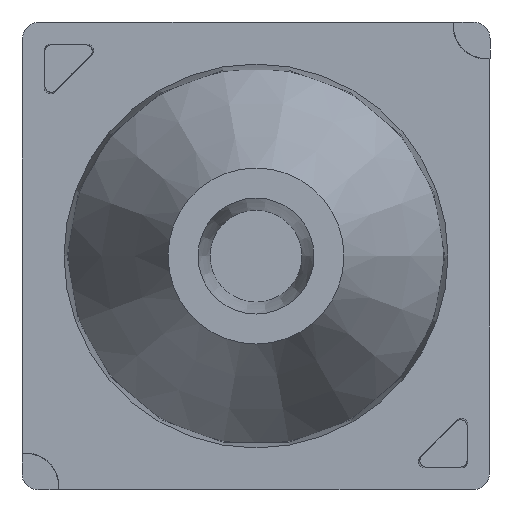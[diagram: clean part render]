
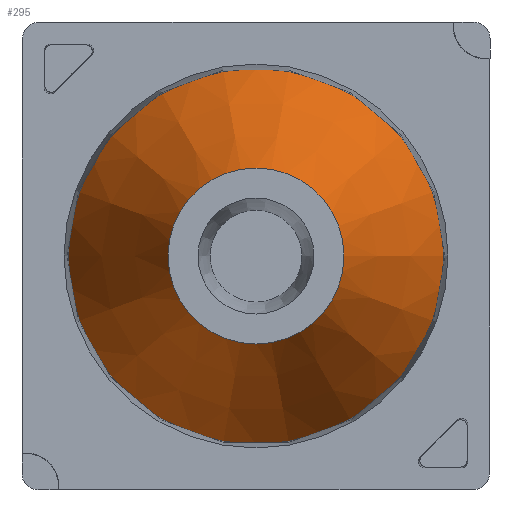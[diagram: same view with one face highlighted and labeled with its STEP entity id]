
A CAD part, top view. The second image highlights one B-rep face of the part: STEP entity #295.
In plain terms, the highlighted conical face has half-angle 25 degrees and reference radius 5.667 mm.
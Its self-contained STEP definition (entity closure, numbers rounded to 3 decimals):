
#270=CONICAL_SURFACE('',#940,5.667,25.);
#282=FACE_BOUND('',#414,.T.);
#283=FACE_BOUND('',#415,.T.);
#295=ADVANCED_FACE('',(#282,#283),#270,.T.);
#414=EDGE_LOOP('',(#472));
#415=EDGE_LOOP('',(#473));
#472=ORIENTED_EDGE('',*,*,#792,.T.);
#473=ORIENTED_EDGE('',*,*,#793,.T.);
#711=VERTEX_POINT('',#1236);
#712=VERTEX_POINT('',#1239);
#792=EDGE_CURVE('',#711,#711,#913,.T.);
#793=EDGE_CURVE('',#712,#712,#914,.T.);
#913=CIRCLE('',#937,2.653);
#914=CIRCLE('',#939,5.667);
#937=AXIS2_PLACEMENT_3D('',#1235,#1022,#1023);
#939=AXIS2_PLACEMENT_3D('',#1238,#1026,#1027);
#940=AXIS2_PLACEMENT_3D('',#1240,#1028,#1029);
#1022=DIRECTION('',(0.,0.,-1.));
#1023=DIRECTION('',(1.,0.,0.));
#1026=DIRECTION('',(0.,0.,1.));
#1027=DIRECTION('',(-1.,0.,0.));
#1028=DIRECTION('',(0.,0.,-1.));
#1029=DIRECTION('',(1.,0.,0.));
#1235=CARTESIAN_POINT('',(-73.705,-34.861,-0.599));
#1236=CARTESIAN_POINT('',(-71.052,-34.861,-0.599));
#1238=CARTESIAN_POINT('',(-73.705,-34.861,-7.063));
#1239=CARTESIAN_POINT('',(-79.373,-34.861,-7.063));
#1240=CARTESIAN_POINT('',(-73.705,-34.861,-7.063));
